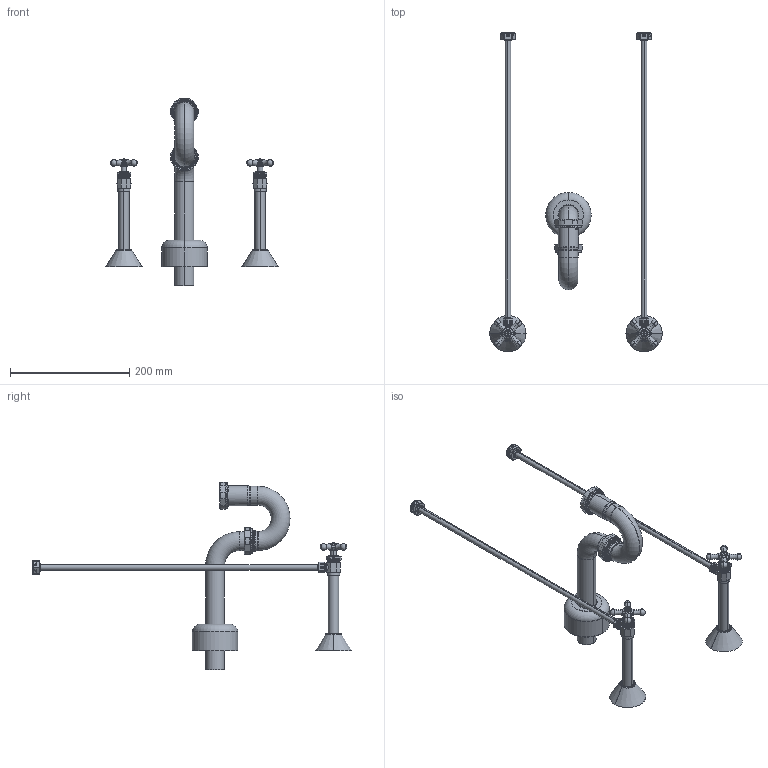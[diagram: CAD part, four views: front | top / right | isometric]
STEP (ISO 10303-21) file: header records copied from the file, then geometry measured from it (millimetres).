
FILE_DESCRIPTION((''),'2;1');
FILE_NAME('4772_ASM','2021-10-26T10:39:08',('rsmith'),(''),'CREO PARAMETRIC BY PTC INC, 2018400','CREO PARAMETRIC BY PTC INC, 2018400','');
FILE_SCHEMA(('AUTOMOTIVE_DESIGN { 1 0 10303 214 1 1 1 1 }'));
Length unit declared in the file: inch
Products named in the file (28): 50319; 50320; 91193; 50321; 301_ASM; 314; 3014_ASM; 50673; 50359; 50677; 50674; 50378; 50674_ASM; 50685; 50350; 50675; 6-416_ASM; 50356; 92000; 525_ASM; 50854; 416X_ASM; 50846; 50680; 10182; 1-257_ASM; 432_ASM; 4772_ASM
Assembly tree (31 placements, depth 5):
  4772_ASM
    3014_ASM
      301_ASM
        50319
        50320
        91193  x2
        50321  x2
      314
    416X_ASM  x2
      6-416_ASM
        50673
        50359
        50677
        50674_ASM
          50674
          50378
        50685
        50350
        50675
      525_ASM
        50356
        92000
      50854
    432_ASM  x2
      50846
      1-257_ASM
        50680
        10182
Bounding box: 289.56 x 536.3 x 314.48 mm (x, y, z)
Volume: 149676.3 mm3; surface area: 275363.9 mm2
Topology: 37 solids, 37 shells, 1720 faces, 4449 edges, 2866 vertices
Faces by surface type: cylinder 643, plane 514, bspline 291, cone 164, torus 88, sphere 20
Entity records: 63690 total; most frequent: CARTESIAN_POINT 33507, ORIENTED_EDGE 4780, DIRECTION 4107, EDGE_CURVE 2390, PRESENTATION_STYLE_ASSIGNMENT 2347, STYLED_ITEM 2347, CURVE_STYLE 2328, AXIS2_PLACEMENT_3D 1694
